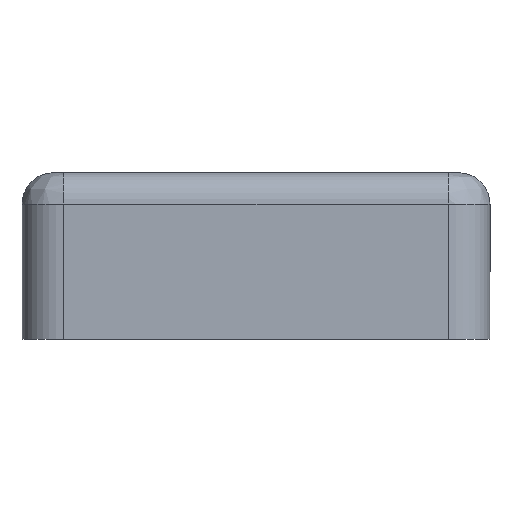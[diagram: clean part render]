
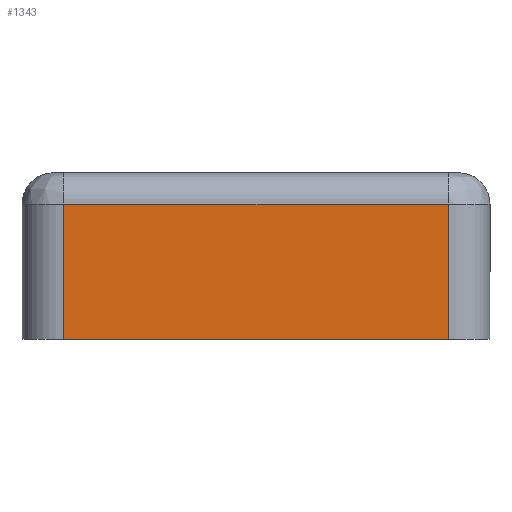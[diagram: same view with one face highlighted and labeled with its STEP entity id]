
A CAD part, left-side view. The second image highlights one B-rep face of the part: STEP entity #1343.
In plain terms, the highlighted planar face has unit normal (-1, 0, 0).
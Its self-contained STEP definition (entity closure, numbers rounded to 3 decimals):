
#204 = PLANE ( 'NONE',  #1338 ) ;
#255 = LINE ( 'NONE', #7155, #2123 ) ;
#502 = EDGE_CURVE ( 'NONE', #6374, #7529, #5934, .T. ) ;
#665 = VECTOR ( 'NONE', #6596, 1000. ) ;
#953 = DIRECTION ( 'NONE',  ( 0., 0., 1. ) ) ;
#1171 = DIRECTION ( 'NONE',  ( 0., -1., 0. ) ) ;
#1338 = AXIS2_PLACEMENT_3D ( 'NONE', #8053, #3770, #8771 ) ;
#1343 = ADVANCED_FACE ( 'NONE', ( #2715 ), #204, .F. ) ;
#1572 = CARTESIAN_POINT ( 'NONE',  ( -45., 18.5, 0. ) ) ;
#1664 = CARTESIAN_POINT ( 'NONE',  ( -45., 18.5, 16. ) ) ;
#2123 = VECTOR ( 'NONE', #8577, 1000. ) ;
#2683 = EDGE_CURVE ( 'NONE', #7529, #5472, #6562, .T. ) ;
#2715 = FACE_OUTER_BOUND ( 'NONE', #8268, .T. ) ;
#3725 = CARTESIAN_POINT ( 'NONE',  ( -45., -18.5, 16. ) ) ;
#3770 = DIRECTION ( 'NONE',  ( 1., 0., 0. ) ) ;
#3894 = CARTESIAN_POINT ( 'NONE',  ( -45., -18.5, 13. ) ) ;
#3951 = EDGE_CURVE ( 'NONE', #5472, #7426, #255, .T. ) ;
#4007 = CARTESIAN_POINT ( 'NONE',  ( -45., -18.5, 0. ) ) ;
#4213 = VECTOR ( 'NONE', #953, 1000. ) ;
#4417 = LINE ( 'NONE', #1664, #4213 ) ;
#5472 = VERTEX_POINT ( 'NONE', #4007 ) ;
#5772 = ORIENTED_EDGE ( 'NONE', *, *, #502, .F. ) ;
#5934 = LINE ( 'NONE', #8258, #8508 ) ;
#5966 = ORIENTED_EDGE ( 'NONE', *, *, #3951, .F. ) ;
#6362 = CARTESIAN_POINT ( 'NONE',  ( -45., 18.5, 13. ) ) ;
#6374 = VERTEX_POINT ( 'NONE', #6362 ) ;
#6562 = LINE ( 'NONE', #3725, #665 ) ;
#6596 = DIRECTION ( 'NONE',  ( 0., 0., -1. ) ) ;
#7047 = ORIENTED_EDGE ( 'NONE', *, *, #7499, .F. ) ;
#7155 = CARTESIAN_POINT ( 'NONE',  ( -45., 22.5, 0. ) ) ;
#7426 = VERTEX_POINT ( 'NONE', #1572 ) ;
#7433 = ORIENTED_EDGE ( 'NONE', *, *, #2683, .F. ) ;
#7499 = EDGE_CURVE ( 'NONE', #7426, #6374, #4417, .T. ) ;
#7529 = VERTEX_POINT ( 'NONE', #3894 ) ;
#8053 = CARTESIAN_POINT ( 'NONE',  ( -45., 22.5, 16. ) ) ;
#8258 = CARTESIAN_POINT ( 'NONE',  ( -45., -22.5, 13. ) ) ;
#8268 = EDGE_LOOP ( 'NONE', ( #5772, #7047, #5966, #7433 ) ) ;
#8508 = VECTOR ( 'NONE', #1171, 1000. ) ;
#8577 = DIRECTION ( 'NONE',  ( 0., 1., 0. ) ) ;
#8771 = DIRECTION ( 'NONE',  ( 0., 0., -1. ) ) ;
